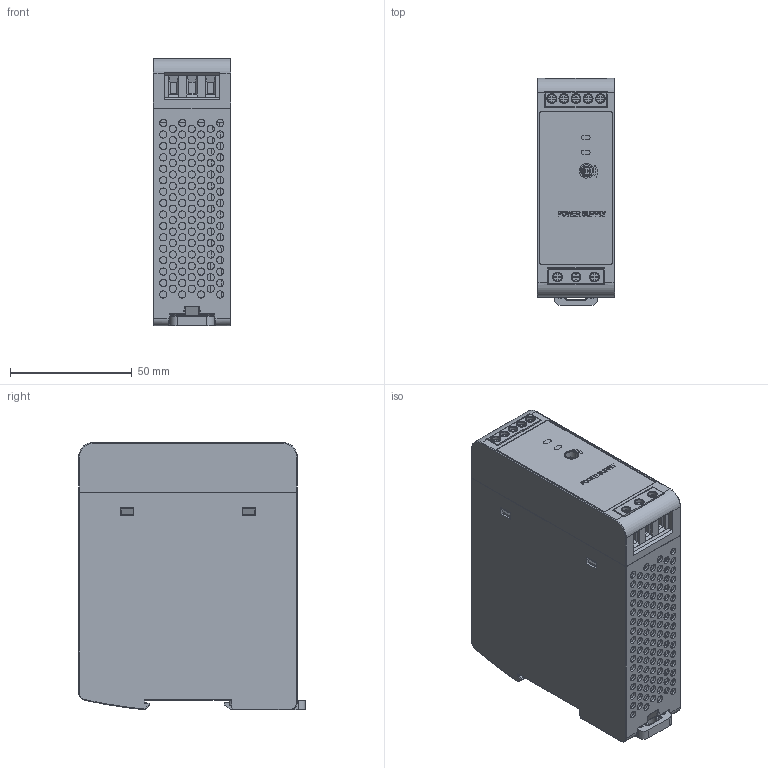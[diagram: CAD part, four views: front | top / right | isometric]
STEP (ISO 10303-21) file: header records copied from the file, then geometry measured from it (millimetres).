
FILE_DESCRIPTION (( 'STEP AP214' ), '1' );
FILE_NAME ('PSRS-24-60.STEP', '2025-09-03T18:32:35', ( '' ), ( '' ), 'SwSTEP 2.0', 'SolidWorks 2024', '' );
FILE_SCHEMA (( 'AUTOMOTIVE_DESIGN' ));
Length unit declared in the file: millimetre
Products named in the file (1): PSRS-24-60
Bounding box: 32 x 93.3 x 110.2 mm (x, y, z)
Volume: 304886.3 mm3; surface area: 39223.2 mm2
Topology: 1 solids, 11 shells, 1700 faces, 4164 edges, 2753 vertices
Faces by surface type: plane 913, cone 479, cylinder 192, bspline 57, torus 40, sphere 19
Entity records: 51763 total; most frequent: CARTESIAN_POINT 11171, DIRECTION 8498, ORIENTED_EDGE 8312, EDGE_CURVE 4156, AXIS2_PLACEMENT_3D 3142, VERTEX_POINT 2753, LINE 2214, VECTOR 2214
